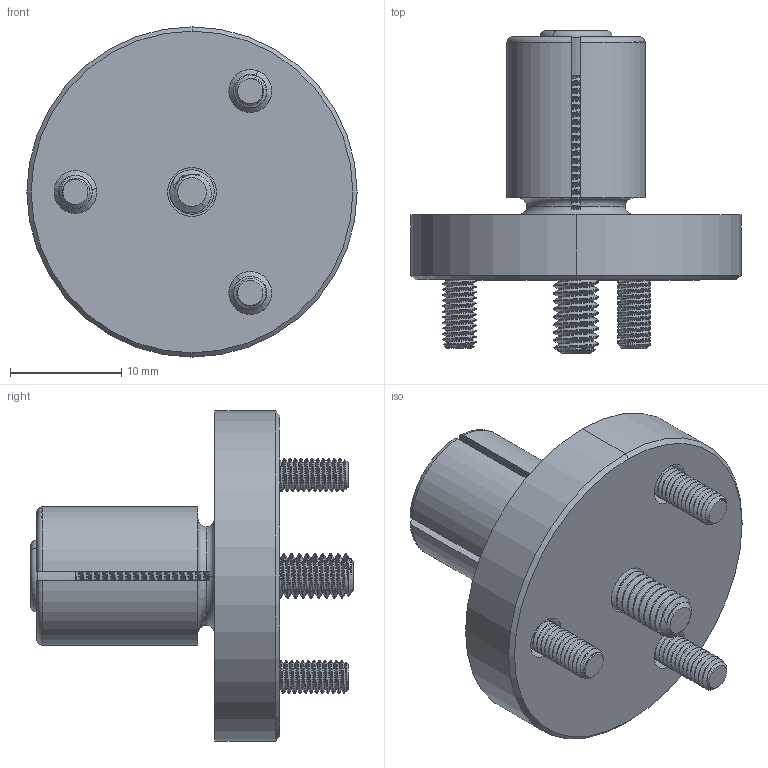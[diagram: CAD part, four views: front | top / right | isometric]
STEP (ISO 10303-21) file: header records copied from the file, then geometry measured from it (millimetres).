
FILE_DESCRIPTION (( 'STEP AP203' ), '1' );
FILE_NAME ('38050.STEP', '2016-06-23T16:09:53', ( 'tkrafton' ), ( 'Microsoft' ), 'SwSTEP 2.0', 'SolidWorks 2016', '' );
FILE_SCHEMA (( 'CONFIG_CONTROL_DESIGN' ));
Length unit declared in the file: inch
Products named in the file (4): 131050_131050; M340MM FHCS_M340MM FHCS; 38002_38002; 38050
Assembly tree (5 placements, depth 2):
  38050
    131050_131050
    M340MM FHCS_M340MM FHCS  x3
    38002_38002
Bounding box: 29.69 x 29 x 29.69 mm (x, y, z)
Volume: 5454 mm3; surface area: 4625.5 mm2
Topology: 5 solids, 5 shells, 523 faces, 1444 edges, 939 vertices
Faces by surface type: cylinder 371, plane 66, cone 62, torus 16, bspline 8
Entity records: 16159 total; most frequent: CARTESIAN_POINT 8261, ORIENTED_EDGE 1884, DIRECTION 1279, EDGE_CURVE 942, VERTEX_POINT 615, AXIS2_PLACEMENT_3D 478, EDGE_LOOP 353, FACE_OUTER_BOUND 339
